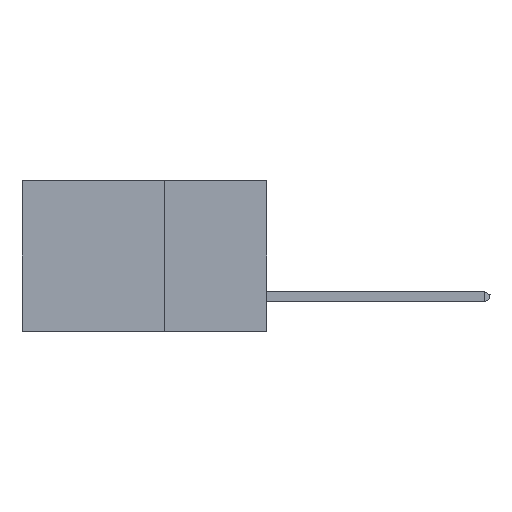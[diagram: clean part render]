
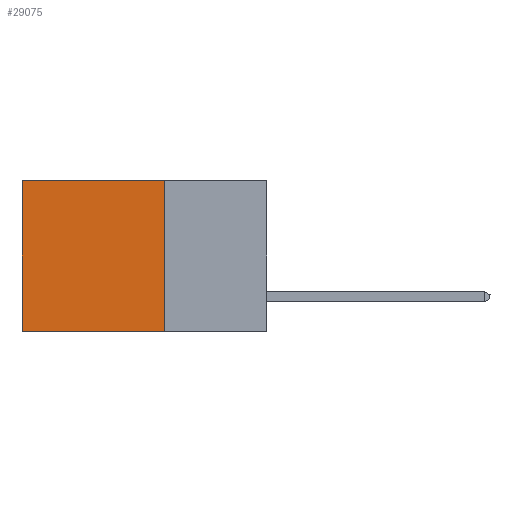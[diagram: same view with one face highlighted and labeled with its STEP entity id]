
A CAD part, left-side view. The second image highlights one B-rep face of the part: STEP entity #29075.
In plain terms, the highlighted planar face has unit normal (-1, 0, 0).
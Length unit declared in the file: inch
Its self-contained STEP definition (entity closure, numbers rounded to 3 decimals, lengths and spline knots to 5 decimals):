
#139 = EDGE_CURVE ( 'NONE', #4049, #2861, #16326, .T. ) ;
#1246 = CARTESIAN_POINT ( 'NONE',  ( 0.2875, 0.25, -0.37 ) ) ;
#1779 = LINE ( 'NONE', #23275, #29976 ) ;
#2004 = CARTESIAN_POINT ( 'NONE',  ( 0.2875, 0.25, -0.37 ) ) ;
#2038 = EDGE_CURVE ( 'NONE', #4049, #10196, #28066, .T. ) ;
#2602 = EDGE_LOOP ( 'NONE', ( #18735, #19896, #29966, #16691 ) ) ;
#2861 = VERTEX_POINT ( 'NONE', #1246 ) ;
#4049 = VERTEX_POINT ( 'NONE', #25560 ) ;
#4194 = EDGE_CURVE ( 'NONE', #2861, #12880, #11681, .T. ) ;
#4532 = DIRECTION ( 'NONE',  ( 0., 1., 0. ) ) ;
#6342 = CARTESIAN_POINT ( 'NONE',  ( 0.2875, 0.6, 0. ) ) ;
#6852 = DIRECTION ( 'NONE',  ( 0., 0., -1. ) ) ;
#8393 = VECTOR ( 'NONE', #13105, 39.37008 ) ;
#10196 = VERTEX_POINT ( 'NONE', #6342 ) ;
#11681 = LINE ( 'NONE', #2004, #24966 ) ;
#12880 = VERTEX_POINT ( 'NONE', #21371 ) ;
#13105 = DIRECTION ( 'NONE',  ( 0., 1., 0. ) ) ;
#14052 = PLANE ( 'NONE',  #30467 ) ;
#14110 = DIRECTION ( 'NONE',  ( 0., 0., -1. ) ) ;
#14361 = DIRECTION ( 'NONE',  ( 0., 0., -1. ) ) ;
#15332 = CARTESIAN_POINT ( 'NONE',  ( 0.2875, 0.25, 0. ) ) ;
#16326 = LINE ( 'NONE', #26051, #22270 ) ;
#16691 = ORIENTED_EDGE ( 'NONE', *, *, #2038, .T. ) ;
#18735 = ORIENTED_EDGE ( 'NONE', *, *, #27633, .T. ) ;
#19896 = ORIENTED_EDGE ( 'NONE', *, *, #4194, .F. ) ;
#21371 = CARTESIAN_POINT ( 'NONE',  ( 0.2875, 0.6, -0.37 ) ) ;
#22270 = VECTOR ( 'NONE', #14110, 39.37008 ) ;
#23275 = CARTESIAN_POINT ( 'NONE',  ( 0.2875, 0.6, 0. ) ) ;
#23613 = DIRECTION ( 'NONE',  ( 1., 0., 0. ) ) ;
#24966 = VECTOR ( 'NONE', #4532, 39.37008 ) ;
#25560 = CARTESIAN_POINT ( 'NONE',  ( 0.2875, 0.25, 0. ) ) ;
#26051 = CARTESIAN_POINT ( 'NONE',  ( 0.2875, 0.25, 0. ) ) ;
#27633 = EDGE_CURVE ( 'NONE', #10196, #12880, #1779, .T. ) ;
#28066 = LINE ( 'NONE', #15332, #8393 ) ;
#28700 = CARTESIAN_POINT ( 'NONE',  ( 0.2875, 0.25, 0. ) ) ;
#29075 = ADVANCED_FACE ( 'NONE', ( #31080 ), #14052, .F. ) ;
#29966 = ORIENTED_EDGE ( 'NONE', *, *, #139, .F. ) ;
#29976 = VECTOR ( 'NONE', #6852, 39.37008 ) ;
#30467 = AXIS2_PLACEMENT_3D ( 'NONE', #28700, #23613, #14361 ) ;
#31080 = FACE_OUTER_BOUND ( 'NONE', #2602, .T. ) ;
